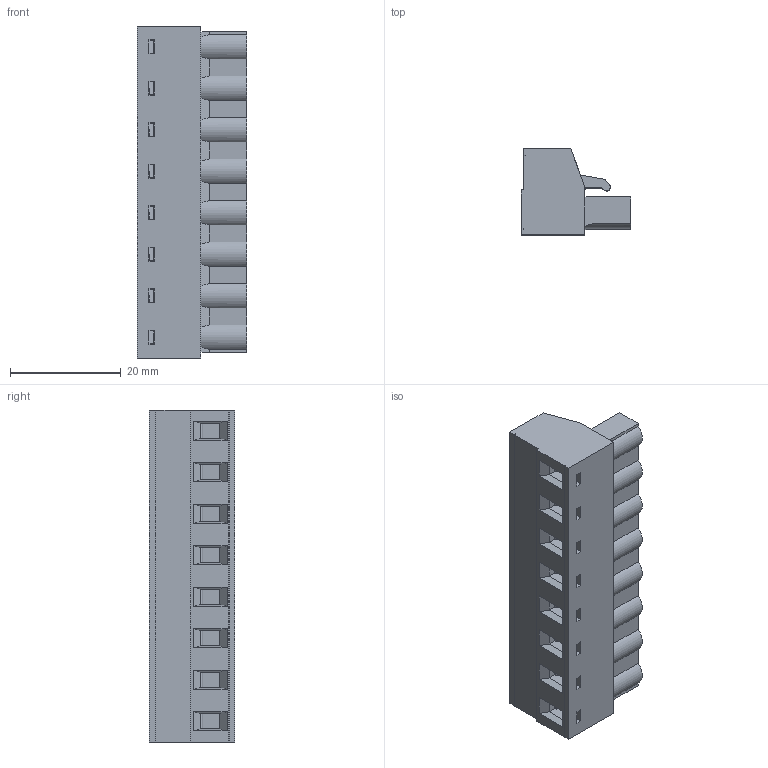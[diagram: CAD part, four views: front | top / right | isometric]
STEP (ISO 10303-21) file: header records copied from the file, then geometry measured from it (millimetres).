
FILE_DESCRIPTION(('STEP AP214'),'1');
FILE_NAME('SH08-7,5.stp','2021-04-20T15:51:16',(' '),(' '),'Spatial InterOp 3D',' ',' ');
FILE_SCHEMA(('automotive_design'));
Length unit declared in the file: metre
Products named in the file (1): 1
Bounding box: 19.85 x 15.5 x 60 mm (x, y, z)
Volume: 11609.7 mm3; surface area: 6036.8 mm2
Topology: 1 solids, 1 shells, 490 faces, 1255 edges, 826 vertices
Faces by surface type: plane 429, cylinder 52, cone 8, extrusion 1
Full cylindrical faces by diameter (mm): 1.6 x8, 3.8 x8, 4 x8
Entity records: 18135 total; most frequent: CARTESIAN_POINT 2494, ORIENTED_EDGE 2382, DIRECTION 2322, EDGE_CURVE 1191, VECTOR 1038, LINE 1037, VERTEX_POINT 794, AXIS2_PLACEMENT_3D 642
